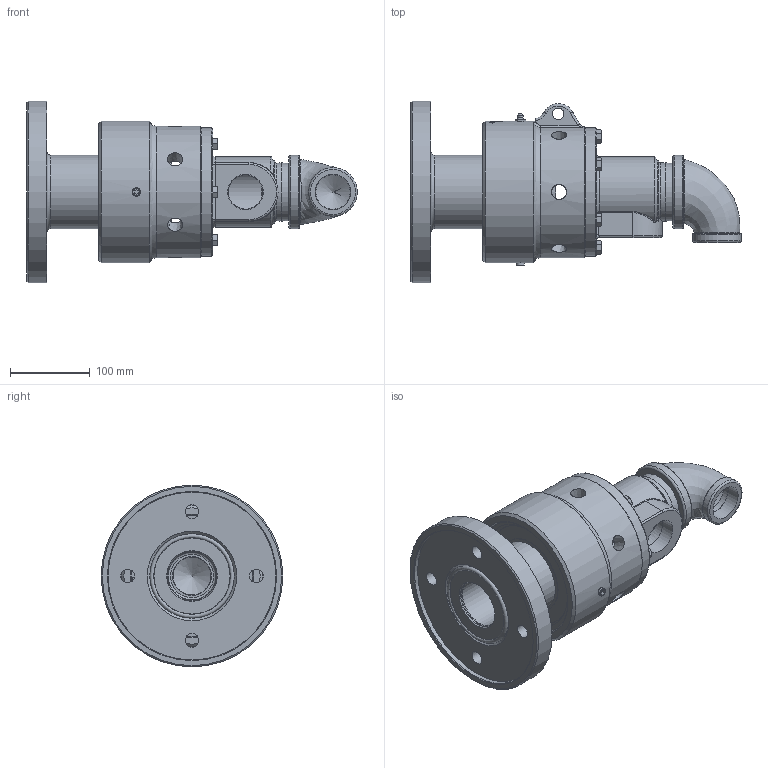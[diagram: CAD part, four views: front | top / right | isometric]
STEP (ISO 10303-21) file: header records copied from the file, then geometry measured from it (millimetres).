
FILE_DESCRIPTION((''),'2;1');
FILE_NAME('6250-674-300.stp','2011-05-27T14:38:25',('atanassovg'),(''),'Autodesk Inventor 2008','Autodesk Inventor 2008','');
FILE_SCHEMA(('AUTOMOTIVE_DESIGN { 1 0 10303 214 1 1 1 1 }'));
Length unit declared in the file: millimetre
Products named in the file (1): 6250-674-300
Bounding box: 415.52 x 228.6 x 228.6 mm (x, y, z)
Volume: 3521357.7 mm3; surface area: 520757.1 mm2
Topology: 1 solids, 85 shells, 1087 faces, 2840 edges, 1785 vertices
Faces by surface type: bspline 416, plane 367, cylinder 173, sphere 74, cone 31, torus 26
Full cylindrical faces by diameter (mm): 3.5 x1, 7.95 x1, 9.525 x6, 10.3 x6, 14.3 x1, 16.7 x6, 17.4 x4, 47.75 x1, 49.2 x1, 54.03 x2, 54.15 x1, 54.8 x1, 55.75 x1, 60.3 x2, 61 x1, 61.468 x1, 61.5 x1, 73.025 x1, 80.5 x1, 82.63 x1, 84.7 x1, 84.9 x1, 85 x3, 85.1 x1, 92 x1, 92.9 x1, 95 x2, 99 x2, 119 x3, 119.66 x1
Entity records: 113304 total; most frequent: CARTESIAN_POINT 88995, ORIENTED_EDGE 5162, DIRECTION 4006, EDGE_CURVE 2581, VERTEX_POINT 1694, AXIS2_PLACEMENT_3D 1605, EDGE_LOOP 1389, STYLED_ITEM 1049
